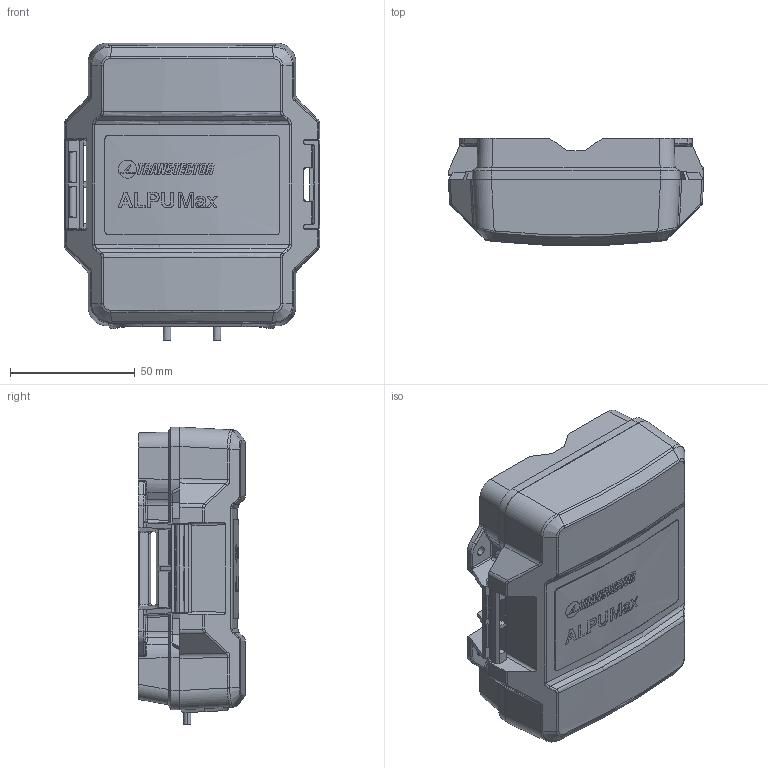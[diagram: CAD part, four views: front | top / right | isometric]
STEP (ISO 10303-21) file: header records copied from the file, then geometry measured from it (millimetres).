
FILE_DESCRIPTION (( 'STEP AP214' ), '1' );
FILE_NAME ('ALPU-M150_3D.STEP', '2022-12-21T18:21:41', ( '' ), ( '' ), 'SwSTEP 2.0', 'SolidWorks 2022', '' );
FILE_SCHEMA (( 'AUTOMOTIVE_DESIGN' ));
Length unit declared in the file: millimetre
Products named in the file (13): Copy of 5320-075-1^5320-075_ALPU-M150_DASH Fit; Copy of TRISTAR M50 x 375S^5320-075_ALPU-M150; 2105-620^ALPU-M150; 2103-074^ALPU-M150; 5320-075^ALPU-M150; Copy of 5320-075-2^5320-075_ALPU-M150_DASH Fit; ALPU-M150_3D; 2102-484^ALPU-M150_92005A318; Label2^ALPU-M150; Copy of Copy of 2200-666^ALPU-M150; Label^ALPU-M150; 5320-076^ALPU-M150_DASH Fit; 2103-239^ALPU-M150_91202A230
Assembly tree (12 placements, depth 3):
  ALPU-M150_3D
    5320-075^ALPU-M150
      Copy of 5320-075-1^5320-075_ALPU-M150_DASH Fit
      Copy of 5320-075-2^5320-075_ALPU-M150_DASH Fit
      Copy of TRISTAR M50 x 375S^5320-075_ALPU-M150
    5320-076^ALPU-M150_DASH Fit
    Copy of Copy of 2200-666^ALPU-M150
    2103-239^ALPU-M150_91202A230
    2102-484^ALPU-M150_92005A318
    Label^ALPU-M150
    2105-620^ALPU-M150
    2103-074^ALPU-M150
    Label2^ALPU-M150
Bounding box: 102.18 x 42.94 x 119.24 mm (x, y, z)
Volume: 120731 mm3; surface area: 109550 mm2
Topology: 11 solids, 11 shells, 2509 faces, 6711 edges, 4305 vertices
Faces by surface type: plane 1112, bspline 703, cylinder 515, cone 138, torus 27, sphere 14
Entity records: 121946 total; most frequent: CARTESIAN_POINT 60041, ORIENTED_EDGE 13406, DIRECTION 8636, EDGE_CURVE 6703, VERTEX_POINT 4301, VECTOR 3066, LINE 3066, AXIS2_PLACEMENT_3D 2785
